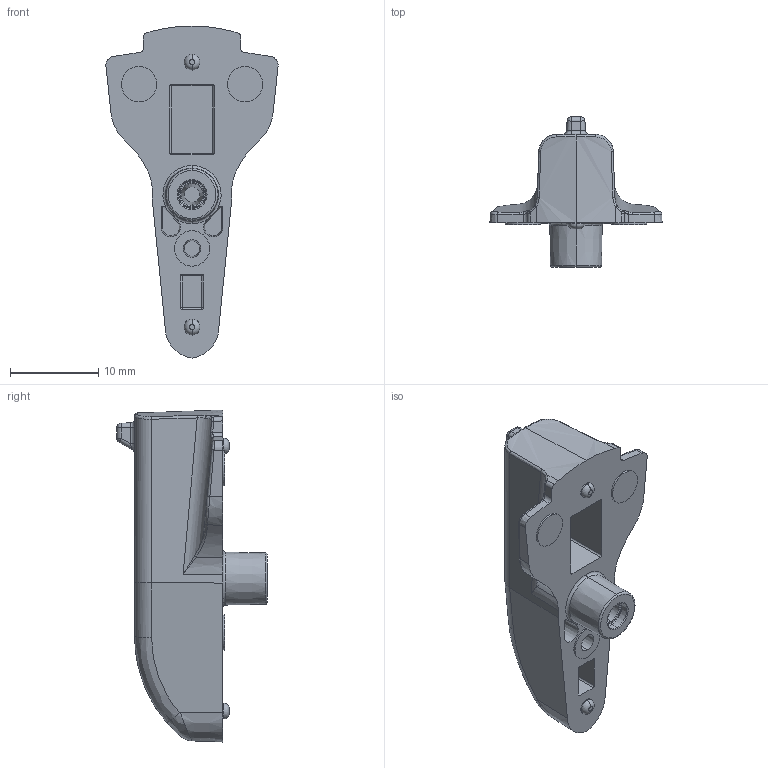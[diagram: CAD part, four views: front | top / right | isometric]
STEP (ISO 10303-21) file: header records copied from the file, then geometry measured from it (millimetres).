
FILE_DESCRIPTION (( 'STEP AP214' ), '1' );
FILE_NAME ('JXHSV06-04006-d Aircraft open module.step', '2023-01-05T07:14:59', ( '微软用户' ), ( '微软中国' ), 'SwSTEP 2.0', 'SolidWorks 2020', '' );
FILE_SCHEMA (( 'AUTOMOTIVE_DESIGN' ));
Length unit declared in the file: millimetre
Products named in the file (1): JXHSV06-04006-d Aircraft open module
Bounding box: 19.49 x 17 x 37.59 mm (x, y, z)
Volume: 2576.8 mm3; surface area: 2142.6 mm2
Topology: 1 solids, 1 shells, 191 faces, 445 edges, 254 vertices
Faces by surface type: cylinder 49, plane 46, bspline 42, cone 26, torus 16, sphere 12
Entity records: 6276 total; most frequent: CARTESIAN_POINT 2155, ORIENTED_EDGE 862, DIRECTION 810, EDGE_CURVE 431, AXIS2_PLACEMENT_3D 331, VERTEX_POINT 254, EDGE_LOOP 203, ADVANCED_FACE 191
